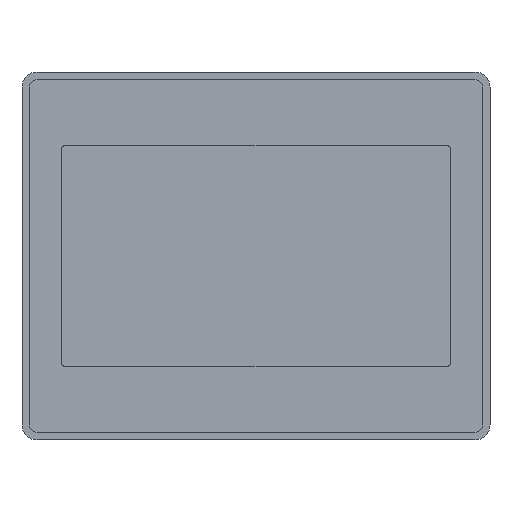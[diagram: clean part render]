
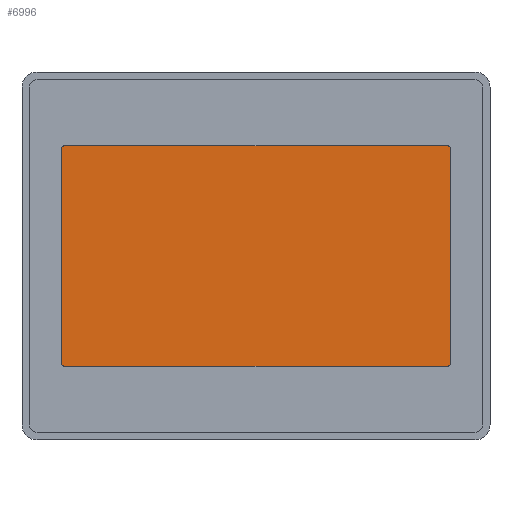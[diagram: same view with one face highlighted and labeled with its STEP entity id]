
A CAD part, top view. The second image highlights one B-rep face of the part: STEP entity #6996.
In plain terms, the highlighted planar face has unit normal (0, 0, 1).
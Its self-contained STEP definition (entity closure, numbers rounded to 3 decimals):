
#222=CIRCLE('',#7508,1.);
#223=CIRCLE('',#7511,1.);
#224=CIRCLE('',#7514,1.);
#225=CIRCLE('',#7517,1.);
#842=ORIENTED_EDGE('',*,*,#2709,.T.);
#843=ORIENTED_EDGE('',*,*,#2712,.T.);
#844=ORIENTED_EDGE('',*,*,#2714,.T.);
#845=ORIENTED_EDGE('',*,*,#2716,.T.);
#846=ORIENTED_EDGE('',*,*,#2718,.T.);
#847=ORIENTED_EDGE('',*,*,#2720,.T.);
#848=ORIENTED_EDGE('',*,*,#2722,.T.);
#849=ORIENTED_EDGE('',*,*,#2723,.T.);
#2709=EDGE_CURVE('',#3677,#3676,#222,.T.);
#2712=EDGE_CURVE('',#3676,#3678,#4306,.T.);
#2714=EDGE_CURVE('',#3678,#3679,#223,.T.);
#2716=EDGE_CURVE('',#3679,#3680,#4309,.T.);
#2718=EDGE_CURVE('',#3680,#3681,#224,.T.);
#2720=EDGE_CURVE('',#3681,#3682,#4312,.T.);
#2722=EDGE_CURVE('',#3682,#3683,#225,.T.);
#2723=EDGE_CURVE('',#3683,#3677,#4314,.T.);
#3676=VERTEX_POINT('',#10728);
#3677=VERTEX_POINT('',#10730);
#3678=VERTEX_POINT('',#10734);
#3679=VERTEX_POINT('',#10738);
#3680=VERTEX_POINT('',#10742);
#3681=VERTEX_POINT('',#10746);
#3682=VERTEX_POINT('',#10750);
#3683=VERTEX_POINT('',#10754);
#4306=LINE('',#10735,#5126);
#4309=LINE('',#10743,#5129);
#4312=LINE('',#10751,#5132);
#4314=LINE('',#10757,#5134);
#5126=VECTOR('',#8539,1000.);
#5129=VECTOR('',#8548,1000.);
#5132=VECTOR('',#8557,1000.);
#5134=VECTOR('',#8565,1000.);
#5756=EDGE_LOOP('',(#842,#843,#844,#845,#846,#847,#848,#849));
#6238=FACE_BOUND('',#5756,.T.);
#6666=PLANE('',#7519);
#6996=ADVANCED_FACE('',(#6238),#6666,.T.);
#7508=AXIS2_PLACEMENT_3D('',#10729,#8533,#8534);
#7511=AXIS2_PLACEMENT_3D('',#10739,#8543,#8544);
#7514=AXIS2_PLACEMENT_3D('',#10747,#8552,#8553);
#7517=AXIS2_PLACEMENT_3D('',#10755,#8561,#8562);
#7519=AXIS2_PLACEMENT_3D('',#10758,#8566,#8567);
#8533=DIRECTION('',(0.,0.,1.));
#8534=DIRECTION('',(1.,0.,0.));
#8539=DIRECTION('',(0.,-1.,0.));
#8543=DIRECTION('',(0.,0.,1.));
#8544=DIRECTION('',(1.,0.,0.));
#8548=DIRECTION('',(1.,0.,0.));
#8552=DIRECTION('',(0.,0.,1.));
#8553=DIRECTION('',(1.,0.,0.));
#8557=DIRECTION('',(0.,1.,0.));
#8561=DIRECTION('',(0.,0.,1.));
#8562=DIRECTION('',(1.,0.,0.));
#8565=DIRECTION('',(-1.,0.,0.));
#8566=DIRECTION('',(0.,0.,1.));
#8567=DIRECTION('',(1.,0.,0.));
#10728=CARTESIAN_POINT('',(-77.75,43.,-0.3));
#10729=CARTESIAN_POINT('',(-76.75,43.,-0.3));
#10730=CARTESIAN_POINT('',(-76.75,44.,-0.3));
#10734=CARTESIAN_POINT('',(-77.75,-43.,-0.3));
#10735=CARTESIAN_POINT('',(-77.75,43.,-0.3));
#10738=CARTESIAN_POINT('',(-76.75,-44.,-0.3));
#10739=CARTESIAN_POINT('',(-76.75,-43.,-0.3));
#10742=CARTESIAN_POINT('',(76.75,-44.,-0.3));
#10743=CARTESIAN_POINT('',(-76.75,-44.,-0.3));
#10746=CARTESIAN_POINT('',(77.75,-43.,-0.3));
#10747=CARTESIAN_POINT('',(76.75,-43.,-0.3));
#10750=CARTESIAN_POINT('',(77.75,43.,-0.3));
#10751=CARTESIAN_POINT('',(77.75,-43.,-0.3));
#10754=CARTESIAN_POINT('',(76.75,44.,-0.3));
#10755=CARTESIAN_POINT('',(76.75,43.,-0.3));
#10757=CARTESIAN_POINT('',(76.75,44.,-0.3));
#10758=CARTESIAN_POINT('',(-76.75,43.,-0.3));
